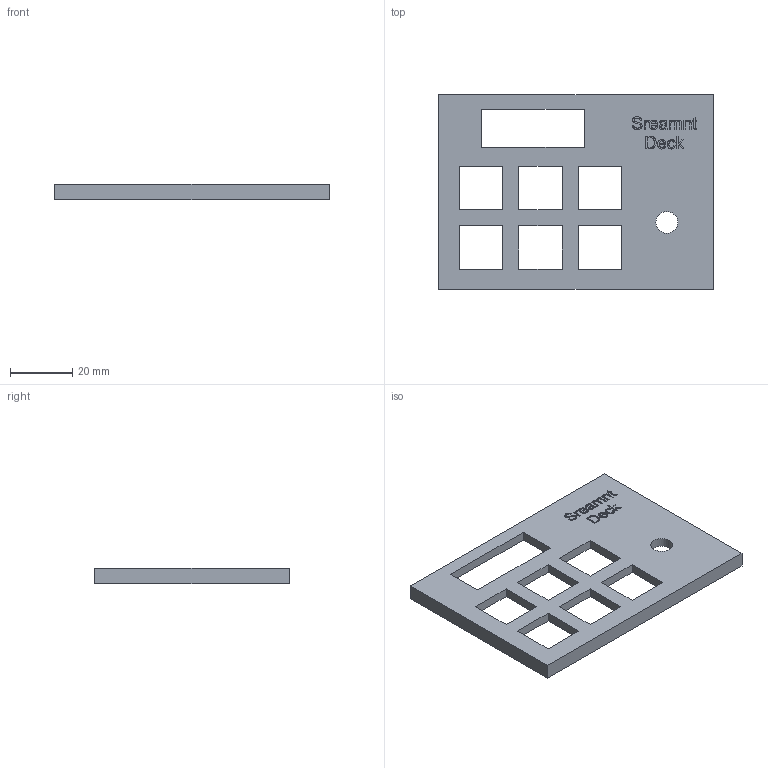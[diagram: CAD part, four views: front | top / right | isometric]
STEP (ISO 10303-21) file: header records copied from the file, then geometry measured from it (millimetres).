
FILE_DESCRIPTION(/* description */ (''),/* implementation_level */ '2;1');
FILE_NAME(/* name */ 'case_top.step',/* time_stamp */ '2026-01-17T20:26:59+02:00',/* author */ (''),/* organization */ (''),/* preprocessor_version */ 'ST-DEVELOPER v20.1',/* originating_system */ 'Autodesk Translation Framework v14.21.0.0',/* authorisation */ '');
FILE_SCHEMA (('AUTOMOTIVE_DESIGN { 1 0 10303 214 3 1 1 }'));
Length unit declared in the file: millimetre
Products named in the file (1): 2026-01-17-20-26-57-929
Bounding box: 88.29 x 62.58 x 5 mm (x, y, z)
Volume: 12526.5 mm3; surface area: 11321.2 mm2
Topology: 1 solids, 1 shells, 299 faces, 843 edges, 562 vertices
Faces by surface type: bspline 175, plane 123, cylinder 1
Full cylindrical faces by diameter (mm): 7 x1
Entity records: 11274 total; most frequent: CARTESIAN_POINT 4680, ORIENTED_EDGE 1686, EDGE_CURVE 843, DIRECTION 745, VERTEX_POINT 562, LINE 491, VECTOR 491, B_SPLINE_CURVE_WITH_KNOTS 350
